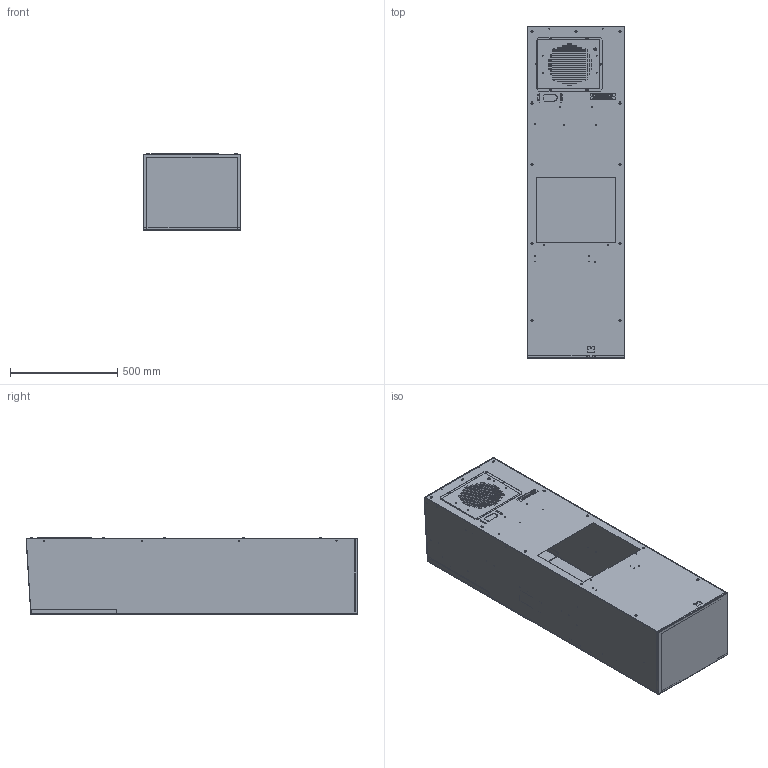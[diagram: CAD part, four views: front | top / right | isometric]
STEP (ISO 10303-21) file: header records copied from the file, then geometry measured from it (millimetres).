
FILE_DESCRIPTION (( 'STEP AP214' ), '1' );
FILE_NAME ('SCE-AC8500B120V.STEP', '2022-03-30T12:29:03', ( '' ), ( '' ), 'SwSTEP 2.0', 'SolidWorks 2021', '' );
FILE_SCHEMA (( 'AUTOMOTIVE_DESIGN' ));
Length unit declared in the file: inch
Products named in the file (1): SCE-AC8500B120V
Bounding box: 457 x 1550.13 x 357.6 mm (x, y, z)
Volume: 4858583.7 mm3; surface area: 7956275.5 mm2
Topology: 38 solids, 38 shells, 3699 faces, 10264 edges, 6771 vertices
Faces by surface type: plane 2066, cylinder 1546, cone 71, bspline 9, torus 7
Full cylindrical faces by diameter (mm): 2 x1200, 2.7 x2, 2.8 x9, 3.2 x4, 3.6 x8, 4.2 x9, 4.3 x98, 4.5 x4, 5 x9, 5.5 x11, 6 x16, 6.7 x11, 6.8 x1, 7 x16, 8 x54, 8.4 x3, 10 x2, 10.9 x1, 12 x5, 13.4 x1
Entity records: 121860 total; most frequent: CARTESIAN_POINT 25066, DIRECTION 18980, ORIENTED_EDGE 17200, EDGE_CURVE 8600, EDGE_LOOP 8392, AXIS2_PLACEMENT_3D 6968, VERTEX_POINT 6650, FACE_OUTER_BOUND 5163
